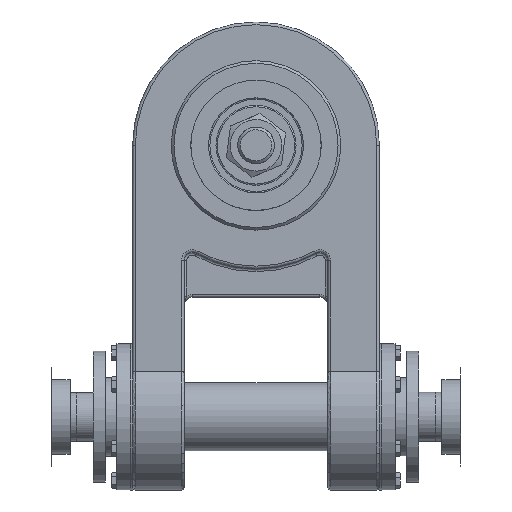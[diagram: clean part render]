
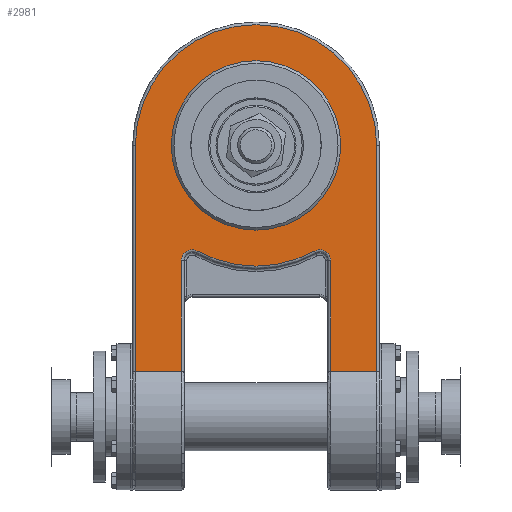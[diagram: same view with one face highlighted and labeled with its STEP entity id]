
A CAD part, top view. The second image highlights one B-rep face of the part: STEP entity #2981.
In plain terms, the highlighted planar face has unit normal (0, 0, 1).
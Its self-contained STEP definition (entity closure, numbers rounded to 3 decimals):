
#24 = VERTEX_POINT('',#25);
#25 = CARTESIAN_POINT('',(50.442,-55.689,
    87.207));
#190 = VERTEX_POINT('',#191);
#191 = CARTESIAN_POINT('',(-59.558,-55.689,
    87.207));
#254 = EDGE_CURVE('',#255,#190,#257,.T.);
#255 = VERTEX_POINT('',#256);
#256 = CARTESIAN_POINT('',(-93.558,-55.689,
    87.207));
#257 = LINE('',#258,#259);
#258 = CARTESIAN_POINT('',(-95.558,-55.689,
    87.207));
#259 = VECTOR('',#260,1.);
#260 = DIRECTION('',(1.,0.,0.));
#346 = VERTEX_POINT('',#347);
#347 = CARTESIAN_POINT('',(84.442,110.998,
    87.207));
#354 = EDGE_CURVE('',#346,#355,#357,.T.);
#355 = VERTEX_POINT('',#356);
#356 = CARTESIAN_POINT('',(84.442,-55.689,
    87.207));
#357 = LINE('',#358,#359);
#358 = CARTESIAN_POINT('',(84.442,-16.252,
    87.207));
#359 = VECTOR('',#360,1.);
#360 = DIRECTION('',(0.,-1.,0.));
#390 = VERTEX_POINT('',#391);
#391 = CARTESIAN_POINT('',(-93.558,110.998,
    87.207));
#398 = EDGE_CURVE('',#390,#346,#399,.T.);
#399 = CIRCLE('',#400,89.);
#400 = AXIS2_PLACEMENT_3D('',#401,#402,#403);
#401 = CARTESIAN_POINT('',(-4.558,110.998,
    87.207));
#402 = DIRECTION('',(0.,0.,-1.));
#403 = DIRECTION('',(0.,1.,0.));
#421 = EDGE_CURVE('',#255,#390,#422,.T.);
#422 = LINE('',#423,#424);
#423 = CARTESIAN_POINT('',(-93.558,83.748,
    87.207));
#424 = VECTOR('',#425,1.);
#425 = DIRECTION('',(0.,1.,0.));
#652 = EDGE_CURVE('',#24,#355,#653,.T.);
#653 = LINE('',#654,#655);
#654 = CARTESIAN_POINT('',(86.442,-55.689,
    87.207));
#655 = VECTOR('',#656,1.);
#656 = DIRECTION('',(1.,0.,0.));
#1663 = VERTEX_POINT('',#1664);
#1664 = CARTESIAN_POINT('',(-59.558,26.145,
    87.207));
#1671 = EDGE_CURVE('',#1663,#190,#1672,.T.);
#1672 = LINE('',#1673,#1674);
#1673 = CARTESIAN_POINT('',(-59.558,-16.252,
    87.207));
#1674 = VECTOR('',#1675,1.);
#1675 = DIRECTION('',(0.,-1.,0.));
#1688 = VERTEX_POINT('',#1689);
#1689 = CARTESIAN_POINT('',(-47.682,33.143,
    87.207));
#1696 = EDGE_CURVE('',#1688,#1663,#1697,.T.);
#1697 = CIRCLE('',#1698,8.);
#1698 = AXIS2_PLACEMENT_3D('',#1699,#1700,#1701);
#1699 = CARTESIAN_POINT('',(-51.558,26.145,
    87.207));
#1700 = DIRECTION('',(0.,0.,1.));
#1701 = DIRECTION('',(-0.508,0.862,0.)
  );
#1714 = VERTEX_POINT('',#1715);
#1715 = CARTESIAN_POINT('',(38.566,33.143,
    87.207));
#1722 = EDGE_CURVE('',#1714,#1688,#1723,.T.);
#1723 = CIRCLE('',#1724,89.);
#1724 = AXIS2_PLACEMENT_3D('',#1725,#1726,#1727);
#1725 = CARTESIAN_POINT('',(-4.558,110.998,
    87.207));
#1726 = DIRECTION('',(0.,0.,-1.));
#1727 = DIRECTION('',(0.,-1.,0.));
#1740 = VERTEX_POINT('',#1741);
#1741 = CARTESIAN_POINT('',(50.442,26.145,
    87.207));
#1748 = EDGE_CURVE('',#1740,#1714,#1749,.T.);
#1749 = CIRCLE('',#1750,8.);
#1750 = AXIS2_PLACEMENT_3D('',#1751,#1752,#1753);
#1751 = CARTESIAN_POINT('',(42.442,26.145,
    87.207));
#1752 = DIRECTION('',(0.,0.,1.));
#1753 = DIRECTION('',(0.508,0.862,0.)
  );
#1765 = EDGE_CURVE('',#24,#1740,#1766,.T.);
#1766 = LINE('',#1767,#1768);
#1767 = CARTESIAN_POINT('',(50.442,46.762,
    87.207));
#1768 = VECTOR('',#1769,1.);
#1769 = DIRECTION('',(0.,1.,0.));
#2961 = VERTEX_POINT('',#2962);
#2962 = CARTESIAN_POINT('',(-62.728,110.998,
    87.207));
#2970 = EDGE_CURVE('',#2961,#2961,#2971,.T.);
#2971 = CIRCLE('',#2972,58.17);
#2972 = AXIS2_PLACEMENT_3D('',#2973,#2974,#2975);
#2973 = CARTESIAN_POINT('',(-4.558,110.998,
    87.207));
#2974 = DIRECTION('',(0.,0.,-1.));
#2975 = DIRECTION('',(1.,0.,0.));
#2981 = ADVANCED_FACE('',(#2982,#2994),#2997,.T.);
#2982 = FACE_BOUND('',#2983,.T.);
#2983 = EDGE_LOOP('',(#2984,#2985,#2986,#2987,#2988,#2989,#2990,#2991,
    #2992,#2993));
#2984 = ORIENTED_EDGE('',*,*,#421,.F.);
#2985 = ORIENTED_EDGE('',*,*,#254,.T.);
#2986 = ORIENTED_EDGE('',*,*,#1671,.F.);
#2987 = ORIENTED_EDGE('',*,*,#1696,.F.);
#2988 = ORIENTED_EDGE('',*,*,#1722,.F.);
#2989 = ORIENTED_EDGE('',*,*,#1748,.F.);
#2990 = ORIENTED_EDGE('',*,*,#1765,.F.);
#2991 = ORIENTED_EDGE('',*,*,#652,.T.);
#2992 = ORIENTED_EDGE('',*,*,#354,.F.);
#2993 = ORIENTED_EDGE('',*,*,#398,.F.);
#2994 = FACE_BOUND('',#2995,.T.);
#2995 = EDGE_LOOP('',(#2996));
#2996 = ORIENTED_EDGE('',*,*,#2970,.T.);
#2997 = PLANE('',#2998);
#2998 = AXIS2_PLACEMENT_3D('',#2999,#3000,#3001);
#2999 = CARTESIAN_POINT('',(-4.558,56.498,
    87.207));
#3000 = DIRECTION('',(0.,0.,1.));
#3001 = DIRECTION('',(1.,0.,0.));
